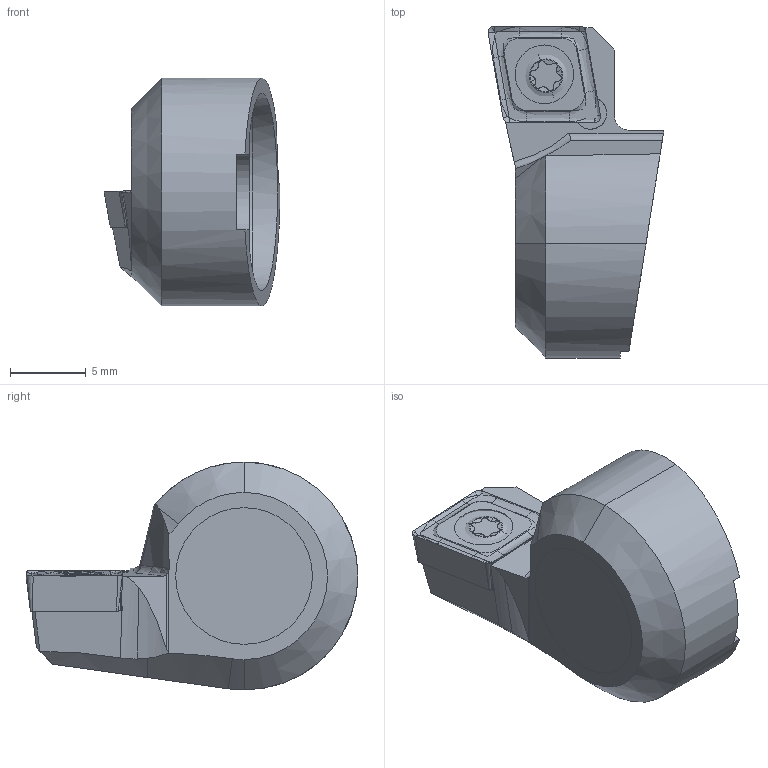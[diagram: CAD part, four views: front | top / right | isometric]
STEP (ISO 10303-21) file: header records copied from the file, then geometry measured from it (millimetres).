
FILE_DESCRIPTION (( 'STEP AP203' ), '1' );
FILE_NAME ('R38-FBHS-06.STEP', '2018-02-27T07:12:56', ( 'SWIAdmin' ), ( 'Hewlett-Packard Company' ), 'SwSTEP 2.0', 'SolidWorks 2017', '' );
FILE_SCHEMA (( 'CONFIG_CONTROL_DESIGN' ));
Length unit declared in the file: millimetre
Products named in the file (4): R38-FBHS-06; Kopie von F25-WCA.001.009_C^F25-WCA.001.009_fertigbearbeitet; CCMT060204; WCA-ER2.001.006_A
Assembly tree (3 placements, depth 2):
  R38-FBHS-06
    Kopie von F25-WCA.001.009_C^F25-WCA.001.009_fertigbearbeitet
    CCMT060204
    WCA-ER2.001.006_A
Bounding box: 11.57 x 21.85 x 15 mm (x, y, z)
Volume: 1268.7 mm3; surface area: 1570.5 mm2
Topology: 5 solids, 5 shells, 148 faces, 370 edges, 229 vertices
Faces by surface type: plane 48, cylinder 45, cone 28, torus 13, bspline 12, sphere 2
Entity records: 5085 total; most frequent: CARTESIAN_POINT 1321, ORIENTED_EDGE 732, DIRECTION 676, EDGE_CURVE 366, AXIS2_PLACEMENT_3D 260, VERTEX_POINT 229, VECTOR 156, LINE 156
